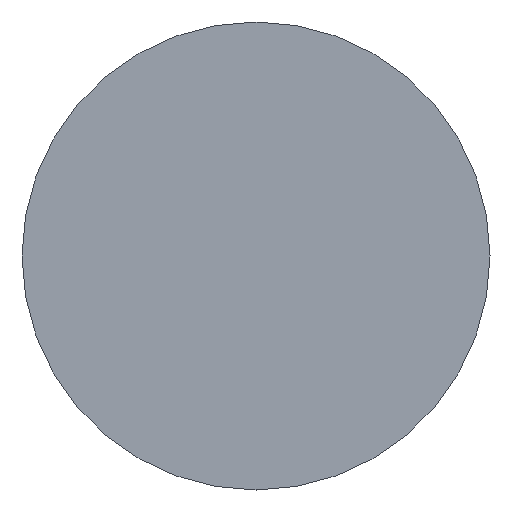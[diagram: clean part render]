
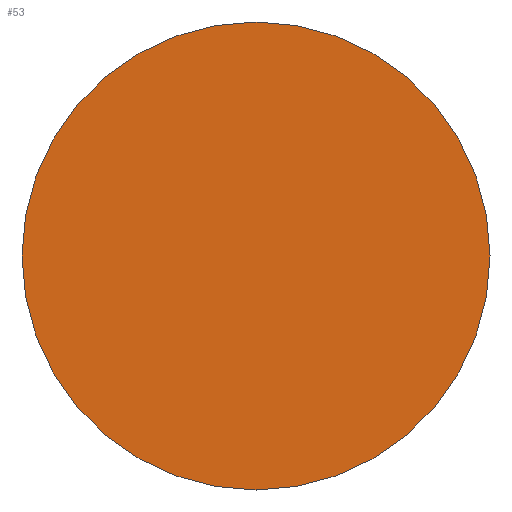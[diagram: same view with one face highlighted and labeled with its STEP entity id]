
A CAD part, front view. The second image highlights one B-rep face of the part: STEP entity #53.
In plain terms, the highlighted planar face has unit normal (0, -1, 0).
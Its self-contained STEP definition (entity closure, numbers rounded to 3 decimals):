
#17 = CARTESIAN_POINT ( 'NONE',  ( 0., 6.8, 0. ) ) ;
#25 = AXIS2_PLACEMENT_3D ( 'NONE', #366, #526, #79 ) ;
#40 = DIRECTION ( 'NONE',  ( -1., 0., 0. ) ) ;
#53 = ADVANCED_FACE ( 'NONE', ( #181 ), #492, .T. ) ;
#79 = DIRECTION ( 'NONE',  ( 0., 0., -1. ) ) ;
#80 = VERTEX_POINT ( 'NONE', #135 ) ;
#118 = DIRECTION ( 'NONE',  ( 0., 0., -1. ) ) ;
#135 = CARTESIAN_POINT ( 'NONE',  ( 0., 6.8, 75. ) ) ;
#162 = CIRCLE ( 'NONE', #426, 75. ) ;
#170 = EDGE_LOOP ( 'NONE', ( #309, #567 ) ) ;
#179 = CARTESIAN_POINT ( 'NONE',  ( 0., 6.8, -75. ) ) ;
#181 = FACE_OUTER_BOUND ( 'NONE', #170, .T. ) ;
#309 = ORIENTED_EDGE ( 'NONE', *, *, #325, .F. ) ;
#325 = EDGE_CURVE ( 'NONE', #634, #80, #362, .T. ) ;
#331 = AXIS2_PLACEMENT_3D ( 'NONE', #535, #496, #40 ) ;
#361 = EDGE_CURVE ( 'NONE', #80, #634, #162, .T. ) ;
#362 = CIRCLE ( 'NONE', #25, 75. ) ;
#366 = CARTESIAN_POINT ( 'NONE',  ( 0., 6.8, 0. ) ) ;
#426 = AXIS2_PLACEMENT_3D ( 'NONE', #17, #429, #118 ) ;
#429 = DIRECTION ( 'NONE',  ( 0., 1., 0. ) ) ;
#492 = PLANE ( 'NONE',  #331 ) ;
#496 = DIRECTION ( 'NONE',  ( 0., -1., 0. ) ) ;
#526 = DIRECTION ( 'NONE',  ( 0., 1., 0. ) ) ;
#535 = CARTESIAN_POINT ( 'NONE',  ( 0., 6.8, -75. ) ) ;
#567 = ORIENTED_EDGE ( 'NONE', *, *, #361, .F. ) ;
#634 = VERTEX_POINT ( 'NONE', #179 ) ;
